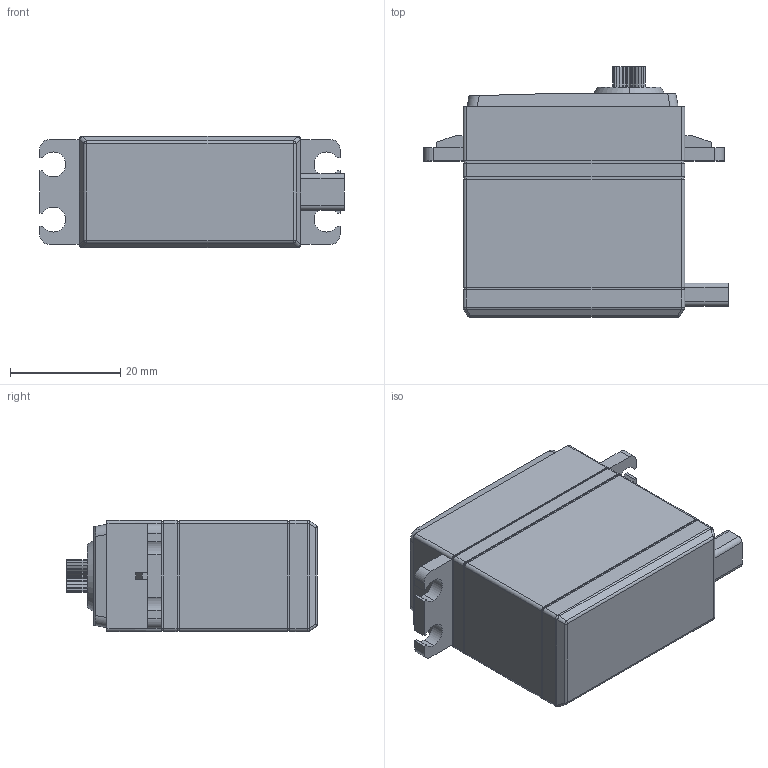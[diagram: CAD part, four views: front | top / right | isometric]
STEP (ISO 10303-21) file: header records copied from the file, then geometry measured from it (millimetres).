
FILE_DESCRIPTION (( 'STEP AP214' ), '1' );
FILE_NAME ('FT-25KG-9V.STEP', '2024-12-11T20:53:37', ( '' ), ( '' ), 'SwSTEP 2.0', 'SolidWorks 2015', '' );
FILE_SCHEMA (( 'AUTOMOTIVE_DESIGN' ));
Length unit declared in the file: millimetre
Products named in the file (1): FT-25KG-9V
Bounding box: 55.15 x 45.4 x 20.16 mm (x, y, z)
Volume: 33229.4 mm3; surface area: 7363.3 mm2
Topology: 1 solids, 1 shells, 238 faces, 657 edges, 423 vertices
Faces by surface type: plane 134, cylinder 92, sphere 8, cone 4
Entity records: 8545 total; most frequent: CARTESIAN_POINT 1337, DIRECTION 1307, ORIENTED_EDGE 1302, EDGE_CURVE 651, LINE 457, VECTOR 457, AXIS2_PLACEMENT_3D 425, VERTEX_POINT 423
